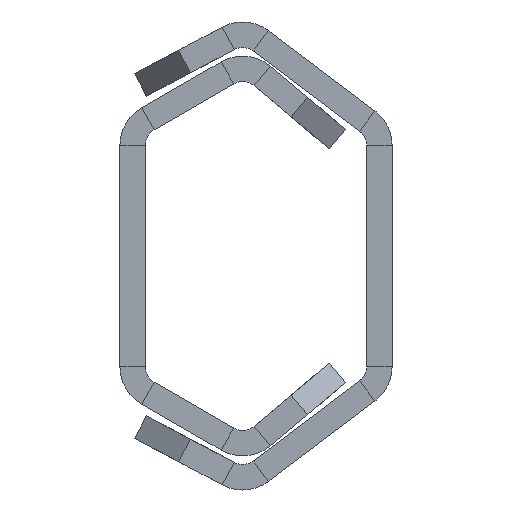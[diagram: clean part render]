
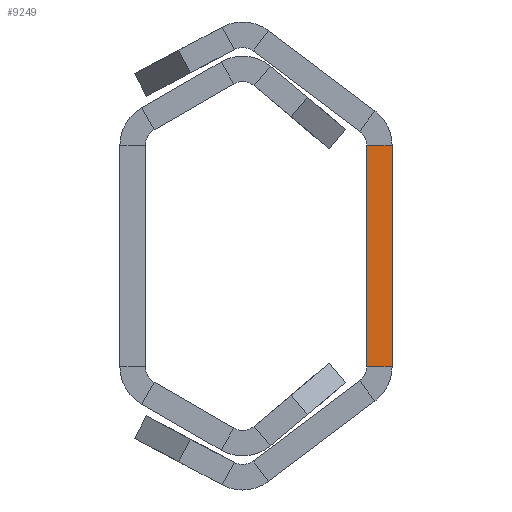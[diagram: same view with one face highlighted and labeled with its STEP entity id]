
A CAD part, left-side view. The second image highlights one B-rep face of the part: STEP entity #9249.
In plain terms, the highlighted planar face has unit normal (-1, 0, 0).
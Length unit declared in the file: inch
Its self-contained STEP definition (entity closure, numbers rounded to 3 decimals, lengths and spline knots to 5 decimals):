
#805=FACE_OUTER_BOUND('',#1297,.T.);
#1297=EDGE_LOOP('',(#6165,#6166,#6167,#6168));
#1885=LINE('',#13677,#2869);
#1886=LINE('',#13679,#2870);
#1887=LINE('',#13681,#2871);
#1888=LINE('',#13682,#2872);
#2869=VECTOR('',#10772,0.4);
#2870=VECTOR('',#10773,0.046);
#2871=VECTOR('',#10774,0.4);
#2872=VECTOR('',#10775,0.046);
#3853=VERTEX_POINT('',#13675);
#3854=VERTEX_POINT('',#13676);
#3855=VERTEX_POINT('',#13678);
#3856=VERTEX_POINT('',#13680);
#4765=EDGE_CURVE('',#3853,#3854,#1885,.T.);
#4766=EDGE_CURVE('',#3855,#3854,#1886,.T.);
#4767=EDGE_CURVE('',#3856,#3855,#1887,.T.);
#4768=EDGE_CURVE('',#3856,#3853,#1888,.T.);
#6165=ORIENTED_EDGE('',*,*,#4765,.T.);
#6166=ORIENTED_EDGE('',*,*,#4766,.F.);
#6167=ORIENTED_EDGE('',*,*,#4767,.F.);
#6168=ORIENTED_EDGE('',*,*,#4768,.T.);
#8965=PLANE('',#9807);
#9249=ADVANCED_FACE('',(#805),#8965,.F.);
#9807=AXIS2_PLACEMENT_3D('',#13674,#10770,#10771);
#10770=DIRECTION('center_axis',(1.,0.,0.));
#10771=DIRECTION('ref_axis',(0.,0.,-1.));
#10772=DIRECTION('',(0.,0.,1.));
#10773=DIRECTION('',(0.,-1.,0.));
#10774=DIRECTION('',(0.,0.,1.));
#10775=DIRECTION('',(0.,-1.,0.));
#13674=CARTESIAN_POINT('Origin',(-2.99298,0.046,0.6224));
#13675=CARTESIAN_POINT('',(-2.99298,0.,0.6224));
#13676=CARTESIAN_POINT('',(-2.99298,0.,1.0224));
#13677=CARTESIAN_POINT('',(-2.99298,0.,0.6224));
#13678=CARTESIAN_POINT('',(-2.99298,0.046,1.0224));
#13679=CARTESIAN_POINT('',(-2.99298,0.046,1.0224));
#13680=CARTESIAN_POINT('',(-2.99298,0.046,0.6224));
#13681=CARTESIAN_POINT('',(-2.99298,0.046,0.6224));
#13682=CARTESIAN_POINT('',(-2.99298,0.046,0.6224));
